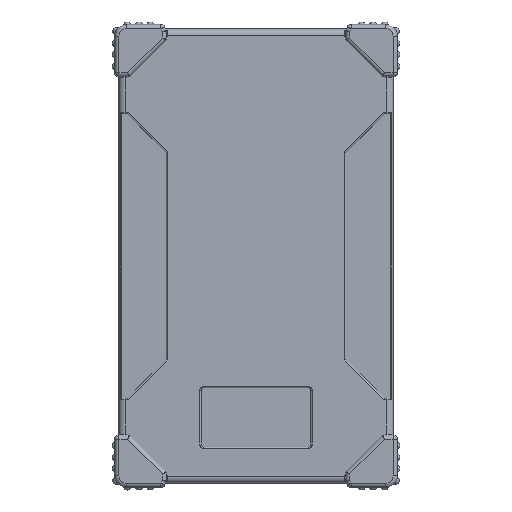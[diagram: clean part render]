
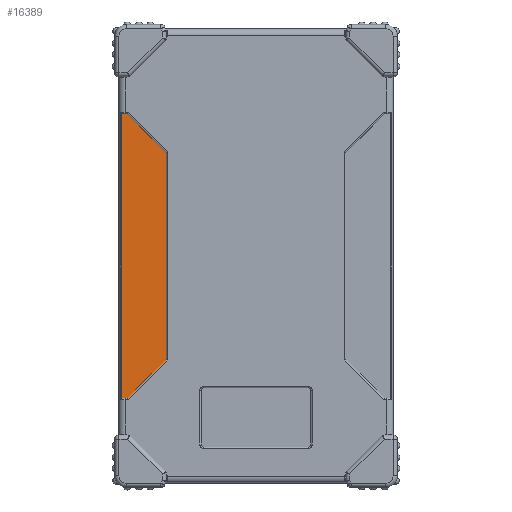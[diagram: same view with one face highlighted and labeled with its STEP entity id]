
A CAD part, top view. The second image highlights one B-rep face of the part: STEP entity #16389.
In plain terms, the highlighted planar face has unit normal (0, 0, 1).
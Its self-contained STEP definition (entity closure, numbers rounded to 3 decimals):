
#577=PLANE('',#17881);
#1213=LINE('',#27804,#2366);
#1217=LINE('',#27812,#2370);
#1219=LINE('',#27816,#2372);
#1221=LINE('',#27820,#2374);
#1223=LINE('',#27824,#2376);
#1224=LINE('',#27826,#2377);
#2366=VECTOR('',#20741,10.);
#2370=VECTOR('',#20751,10.);
#2372=VECTOR('',#20755,10.);
#2374=VECTOR('',#20759,10.);
#2376=VECTOR('',#20763,10.);
#2377=VECTOR('',#20766,10.);
#4727=FACE_OUTER_BOUND('',#5771,.T.);
#5771=EDGE_LOOP('',(#12460,#12461,#12462,#12463,#12464,#12465,#12466,#12467));
#6654=B_SPLINE_CURVE_WITH_KNOTS('',3,(#27753,#27754,#27755,#27756,#27757,
#27758,#27759,#27760),.UNSPECIFIED.,.F.,.F.,(4,2,2,4),(-0.347,
-0.297,-0.268,-0.266),.UNSPECIFIED.);
#6657=B_SPLINE_CURVE_WITH_KNOTS('',3,(#27791,#27792,#27793,#27794,#27795,
#27796,#27797,#27798),.UNSPECIFIED.,.F.,.F.,(4,2,2,4),(-0.608,
-0.606,-0.577,-0.527),.UNSPECIFIED.);
#7365=VERTEX_POINT('',#27750);
#7366=VERTEX_POINT('',#27752);
#7369=VERTEX_POINT('',#27778);
#7370=VERTEX_POINT('',#27780);
#7372=VERTEX_POINT('',#27810);
#7373=VERTEX_POINT('',#27814);
#7374=VERTEX_POINT('',#27818);
#7375=VERTEX_POINT('',#27822);
#9200=EDGE_CURVE('',#7365,#7366,#6654,.T.);
#9207=EDGE_CURVE('',#7370,#7369,#6657,.T.);
#9210=EDGE_CURVE('',#7370,#7366,#1213,.T.);
#9214=EDGE_CURVE('',#7365,#7372,#1217,.T.);
#9216=EDGE_CURVE('',#7372,#7373,#1219,.T.);
#9218=EDGE_CURVE('',#7373,#7374,#1221,.T.);
#9220=EDGE_CURVE('',#7374,#7375,#1223,.T.);
#9221=EDGE_CURVE('',#7375,#7369,#1224,.T.);
#12460=ORIENTED_EDGE('',*,*,#9210,.T.);
#12461=ORIENTED_EDGE('',*,*,#9200,.F.);
#12462=ORIENTED_EDGE('',*,*,#9214,.T.);
#12463=ORIENTED_EDGE('',*,*,#9216,.T.);
#12464=ORIENTED_EDGE('',*,*,#9218,.T.);
#12465=ORIENTED_EDGE('',*,*,#9220,.T.);
#12466=ORIENTED_EDGE('',*,*,#9221,.T.);
#12467=ORIENTED_EDGE('',*,*,#9207,.F.);
#16389=ADVANCED_FACE('',(#4727),#577,.T.);
#17881=AXIS2_PLACEMENT_3D('',#27827,#20767,#20768);
#20741=DIRECTION('',(0.,-1.,0.));
#20751=DIRECTION('',(1.,0.,0.));
#20755=DIRECTION('',(0.707,0.707,0.));
#20759=DIRECTION('',(0.,1.,0.));
#20763=DIRECTION('',(-0.707,0.707,0.));
#20766=DIRECTION('',(-1.,0.,0.));
#20767=DIRECTION('center_axis',(0.,0.,1.));
#20768=DIRECTION('ref_axis',(1.,0.,0.));
#27750=CARTESIAN_POINT('',(-62.959,-67.3,-0.8));
#27752=CARTESIAN_POINT('',(-63.789,-67.487,-0.8));
#27753=CARTESIAN_POINT('Ctrl Pts',(-62.959,-67.3,
-0.8));
#27754=CARTESIAN_POINT('Ctrl Pts',(-63.126,-67.3,
-0.8));
#27755=CARTESIAN_POINT('Ctrl Pts',(-63.325,-67.315,
-0.8));
#27756=CARTESIAN_POINT('Ctrl Pts',(-63.58,-67.381,-0.8));
#27757=CARTESIAN_POINT('Ctrl Pts',(-63.689,-67.424,
-0.8));
#27758=CARTESIAN_POINT('Ctrl Pts',(-63.777,-67.479,
-0.8));
#27759=CARTESIAN_POINT('Ctrl Pts',(-63.783,-67.483,
-0.8));
#27760=CARTESIAN_POINT('Ctrl Pts',(-63.789,-67.487,
-0.8));
#27778=CARTESIAN_POINT('',(-62.959,67.3,-0.8));
#27780=CARTESIAN_POINT('',(-63.789,67.487,-0.8));
#27791=CARTESIAN_POINT('Ctrl Pts',(-63.789,67.487,-0.8));
#27792=CARTESIAN_POINT('Ctrl Pts',(-63.783,67.483,-0.8));
#27793=CARTESIAN_POINT('Ctrl Pts',(-63.777,67.479,-0.8));
#27794=CARTESIAN_POINT('Ctrl Pts',(-63.689,67.424,-0.8));
#27795=CARTESIAN_POINT('Ctrl Pts',(-63.58,67.381,-0.8));
#27796=CARTESIAN_POINT('Ctrl Pts',(-63.325,67.315,-0.8));
#27797=CARTESIAN_POINT('Ctrl Pts',(-63.126,67.3,-0.8));
#27798=CARTESIAN_POINT('Ctrl Pts',(-62.959,67.3,-0.8));
#27804=CARTESIAN_POINT('',(-63.789,103.5,-0.8));
#27810=CARTESIAN_POINT('',(-60.8,-67.3,-0.8));
#27812=CARTESIAN_POINT('',(-60.8,-67.3,-0.8));
#27814=CARTESIAN_POINT('',(-42.5,-49.,-0.8));
#27816=CARTESIAN_POINT('',(-42.5,-49.,-0.8));
#27818=CARTESIAN_POINT('',(-42.5,49.,-0.8));
#27820=CARTESIAN_POINT('',(-42.5,49.,-0.8));
#27822=CARTESIAN_POINT('',(-60.8,67.3,-0.8));
#27824=CARTESIAN_POINT('',(-65.,71.5,-0.8));
#27826=CARTESIAN_POINT('',(-60.8,67.3,-0.8));
#27827=CARTESIAN_POINT('Origin',(-53.75,0.,
-0.8));
